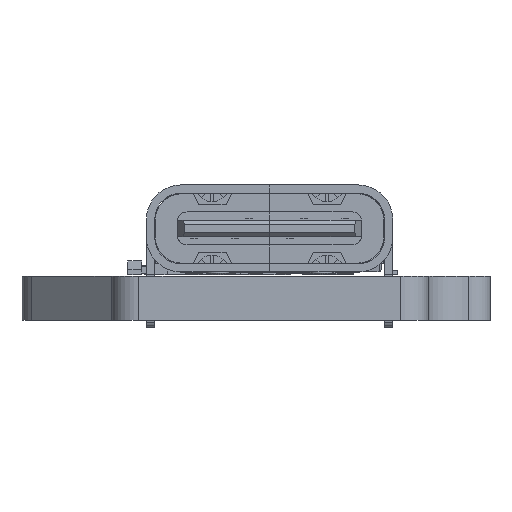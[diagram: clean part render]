
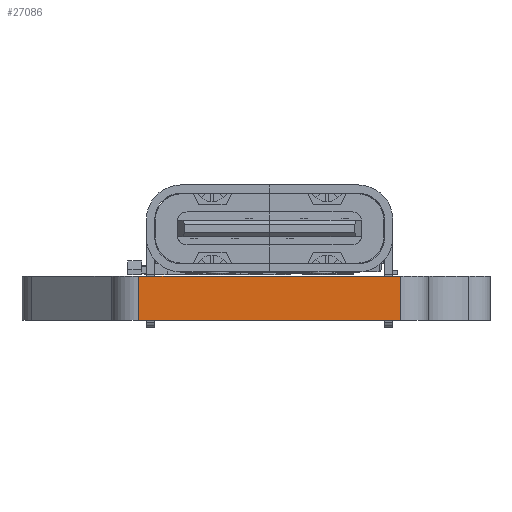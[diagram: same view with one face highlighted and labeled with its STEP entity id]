
A CAD part, left-side view. The second image highlights one B-rep face of the part: STEP entity #27086.
In plain terms, the highlighted planar face has unit normal (-1, 0, 0).
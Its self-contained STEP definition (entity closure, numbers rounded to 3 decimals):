
#26303 = VERTEX_POINT('',#26304);
#26304 = CARTESIAN_POINT('',(44.47,-83.35,0.));
#26311 = EDGE_CURVE('',#26303,#26312,#26314,.T.);
#26312 = VERTEX_POINT('',#26313);
#26313 = CARTESIAN_POINT('',(44.47,-73.857,0.));
#26314 = LINE('',#26315,#26316);
#26315 = CARTESIAN_POINT('',(44.47,-83.35,0.));
#26316 = VECTOR('',#26317,1.);
#26317 = DIRECTION('',(0.,1.,0.));
#26698 = VERTEX_POINT('',#26699);
#26699 = CARTESIAN_POINT('',(44.47,-83.35,1.6));
#26706 = EDGE_CURVE('',#26698,#26707,#26709,.T.);
#26707 = VERTEX_POINT('',#26708);
#26708 = CARTESIAN_POINT('',(44.47,-73.857,1.6));
#26709 = LINE('',#26710,#26711);
#26710 = CARTESIAN_POINT('',(44.47,-83.35,1.6));
#26711 = VECTOR('',#26712,1.);
#26712 = DIRECTION('',(0.,1.,0.));
#27056 = EDGE_CURVE('',#26312,#26707,#27057,.T.);
#27057 = LINE('',#27058,#27059);
#27058 = CARTESIAN_POINT('',(44.47,-73.857,0.));
#27059 = VECTOR('',#27060,1.);
#27060 = DIRECTION('',(0.,0.,1.));
#27086 = ADVANCED_FACE('',(#27087),#27098,.T.);
#27087 = FACE_BOUND('',#27088,.T.);
#27088 = EDGE_LOOP('',(#27089,#27095,#27096,#27097));
#27089 = ORIENTED_EDGE('',*,*,#27090,.T.);
#27090 = EDGE_CURVE('',#26303,#26698,#27091,.T.);
#27091 = LINE('',#27092,#27093);
#27092 = CARTESIAN_POINT('',(44.47,-83.35,0.));
#27093 = VECTOR('',#27094,1.);
#27094 = DIRECTION('',(0.,0.,1.));
#27095 = ORIENTED_EDGE('',*,*,#26706,.T.);
#27096 = ORIENTED_EDGE('',*,*,#27056,.F.);
#27097 = ORIENTED_EDGE('',*,*,#26311,.F.);
#27098 = PLANE('',#27099);
#27099 = AXIS2_PLACEMENT_3D('',#27100,#27101,#27102);
#27100 = CARTESIAN_POINT('',(44.47,-83.35,0.));
#27101 = DIRECTION('',(-1.,0.,0.));
#27102 = DIRECTION('',(0.,1.,0.));
